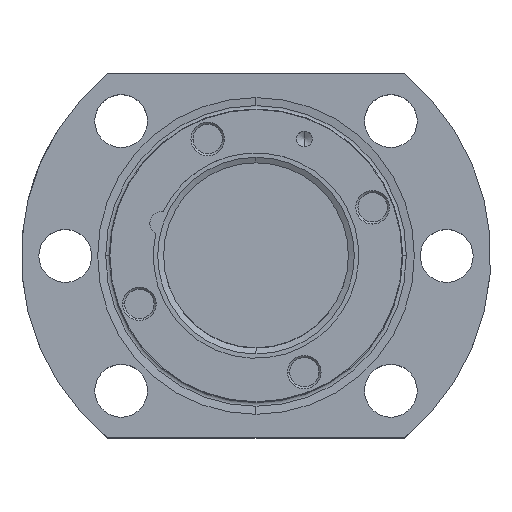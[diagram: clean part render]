
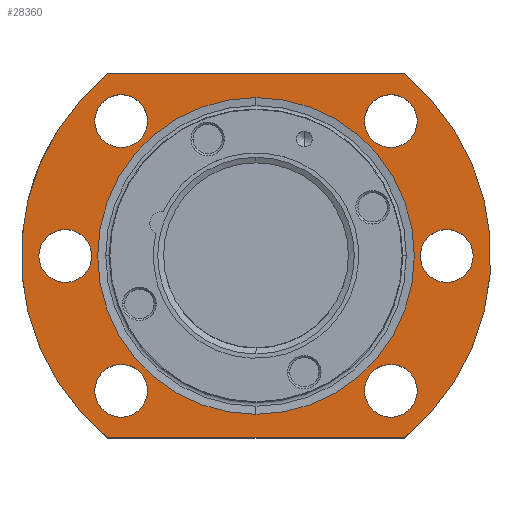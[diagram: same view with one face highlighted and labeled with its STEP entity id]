
A CAD part, top view. The second image highlights one B-rep face of the part: STEP entity #28360.
In plain terms, the highlighted planar face has unit normal (0, 0, 1).
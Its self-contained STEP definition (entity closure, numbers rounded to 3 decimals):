
#2070=CARTESIAN_POINT('',(37.,0.,116.15));
#2080=VERTEX_POINT('',#2070);
#2160=CARTESIAN_POINT('',(28.,0.,116.15));
#2170=VERTEX_POINT('',#2160);
#2200=CARTESIAN_POINT('',(32.5,0.,116.15));
#2210=DIRECTION('',(-0.,-0.,1.));
#2220=DIRECTION('',(-1.,0.,0.));
#2230=AXIS2_PLACEMENT_3D('',#2200,#2210,#2220);
#2240=CIRCLE('',#2230,4.5);
#2250=EDGE_CURVE('',#2080,#2170,#2240,.T.);
#2460=CARTESIAN_POINT('',(18.481,-22.981,116.15));
#2470=VERTEX_POINT('',#2460);
#2500=CARTESIAN_POINT('',(22.981,-22.981,116.15));
#2510=DIRECTION('',(0.,0.,-1.));
#2520=DIRECTION('',(-1.,0.,0.));
#2530=AXIS2_PLACEMENT_3D('',#2500,#2510,#2520);
#2540=CIRCLE('',#2530,4.5);
#2550=CARTESIAN_POINT('',(27.481,-22.981,116.15));
#2560=VERTEX_POINT('',#2550);
#2570=EDGE_CURVE('',#2470,#2560,#2540,.T.);
#2850=CARTESIAN_POINT('',(-28.,0.,116.15));
#2860=VERTEX_POINT('',#2850);
#2890=CARTESIAN_POINT('',(-32.5,0.,116.15));
#2900=DIRECTION('',(-0.,-0.,1.));
#2910=DIRECTION('',(-1.,0.,0.));
#2920=AXIS2_PLACEMENT_3D('',#2890,#2900,#2910);
#2930=CIRCLE('',#2920,4.5);
#2940=CARTESIAN_POINT('',(-37.,0.,116.15));
#2950=VERTEX_POINT('',#2940);
#2960=EDGE_CURVE('',#2950,#2860,#2930,.T.);
#3640=CARTESIAN_POINT('',(-27.481,22.981,116.15));
#3650=VERTEX_POINT('',#3640);
#3730=CARTESIAN_POINT('',(-18.481,22.981,116.15));
#3740=VERTEX_POINT('',#3730);
#3770=CARTESIAN_POINT('',(-22.981,22.981,116.15));
#3780=DIRECTION('',(-0.,-0.,1.));
#3790=DIRECTION('',(-1.,0.,0.));
#3800=AXIS2_PLACEMENT_3D('',#3770,#3780,#3790);
#3810=CIRCLE('',#3800,4.5);
#3820=EDGE_CURVE('',#3650,#3740,#3810,.T.);
#4030=CARTESIAN_POINT('',(27.481,22.981,116.15));
#4040=VERTEX_POINT('',#4030);
#4070=CARTESIAN_POINT('',(22.981,22.981,116.15));
#4080=DIRECTION('',(0.,0.,-1.));
#4090=DIRECTION('',(-1.,0.,0.));
#4100=AXIS2_PLACEMENT_3D('',#4070,#4080,#4090);
#4110=CIRCLE('',#4100,4.5);
#4120=CARTESIAN_POINT('',(18.481,22.981,116.15));
#4130=VERTEX_POINT('',#4120);
#4140=EDGE_CURVE('',#4040,#4130,#4110,.T.);
#4430=CARTESIAN_POINT('',(-25.278,31.,116.15));
#4440=VERTEX_POINT('',#4430);
#4470=CARTESIAN_POINT('',(0.,0.,
116.15));
#4480=DIRECTION('',(0.,0.,-1.));
#4490=DIRECTION('',(-1.,0.,0.));
#4500=AXIS2_PLACEMENT_3D('',#4470,#4480,#4490);
#4510=CIRCLE('',#4500,40.);
#4520=CARTESIAN_POINT('',(-25.278,-31.,116.15));
#4530=VERTEX_POINT('',#4520);
#4540=EDGE_CURVE('',#4530,#4440,#4510,.T.);
#9730=CARTESIAN_POINT('',(-27.481,-22.981,116.15));
#9740=VERTEX_POINT('',#9730);
#9770=CARTESIAN_POINT('',(-22.981,-22.981,116.15));
#9780=DIRECTION('',(-0.,-0.,1.));
#9790=DIRECTION('',(-1.,0.,0.));
#9800=AXIS2_PLACEMENT_3D('',#9770,#9780,#9790);
#9810=CIRCLE('',#9800,4.5);
#9820=CARTESIAN_POINT('',(-18.481,-22.981,116.15));
#9830=VERTEX_POINT('',#9820);
#9840=EDGE_CURVE('',#9830,#9740,#9810,.T.);
#10380=CARTESIAN_POINT('',(0.,31.,116.15));
#10390=DIRECTION('',(1.,0.,0.));
#10400=VECTOR('',#10390,1.);
#10410=LINE('',#10380,#10400);
#10420=CARTESIAN_POINT('',(25.278,31.,116.15));
#10430=VERTEX_POINT('',#10420);
#10440=EDGE_CURVE('',#4440,#10430,#10410,.T.);
#10980=CARTESIAN_POINT('',(0.,-31.,116.15));
#10990=DIRECTION('',(1.,-0.,0.));
#11000=VECTOR('',#10990,1.);
#11010=LINE('',#10980,#11000);
#11020=CARTESIAN_POINT('',(25.278,-31.,116.15));
#11030=VERTEX_POINT('',#11020);
#11040=EDGE_CURVE('',#4530,#11030,#11010,.T.);
#11310=CARTESIAN_POINT('',(0.,0.,
116.15));
#11320=DIRECTION('',(0.,0.,-1.));
#11330=DIRECTION('',(-1.,0.,0.));
#11340=AXIS2_PLACEMENT_3D('',#11310,#11320,#11330);
#11350=CIRCLE('',#11340,40.);
#11360=EDGE_CURVE('',#10430,#11030,#11350,.T.);
#26060=CARTESIAN_POINT('',(0.,26.979,116.15
));
#26070=VERTEX_POINT('',#26060);
#26270=CARTESIAN_POINT('',(0.,-26.979,
116.15));
#26280=VERTEX_POINT('',#26270);
#26310=CARTESIAN_POINT('',(0.,0.,
116.15));
#26320=DIRECTION('',(0.,0.,1.));
#26330=DIRECTION('',(0.,1.,0.));
#26340=AXIS2_PLACEMENT_3D('',#26310,#26320,#26330);
#26350=CIRCLE('',#26340,26.979);
#26360=CARTESIAN_POINT('',(-26.979,0.,
116.15));
#26370=VERTEX_POINT('',#26360);
#26380=EDGE_CURVE('',#26370,#26280,#26350,.T.);
#26400=EDGE_CURVE('',#26070,#26370,#26350,.T.);
#27890=CARTESIAN_POINT('',(75.954,-37.2,116.15));
#27900=DIRECTION('',(0.,0.,-1.));
#27910=DIRECTION('',(-1.,0.,-0.));
#27920=AXIS2_PLACEMENT_3D('',#27890,#27900,#27910);
#27930=PLANE('',#27920);
#27940=ORIENTED_EDGE('',*,*,#11040,.T.);
#27950=ORIENTED_EDGE('',*,*,#4540,.F.);
#27960=ORIENTED_EDGE('',*,*,#10440,.F.);
#27970=ORIENTED_EDGE('',*,*,#11360,.F.);
#27980=EDGE_LOOP('',(#27970,#27960,#27950,#27940));
#27990=FACE_OUTER_BOUND('',#27980,.T.);
#28000=EDGE_CURVE('',#2860,#2950,#2930,.T.);
#28010=ORIENTED_EDGE('',*,*,#28000,.F.);
#28020=ORIENTED_EDGE('',*,*,#2960,.F.);
#28030=EDGE_LOOP('',(#28020,#28010));
#28040=FACE_BOUND('',#28030,.T.);
#28050=ORIENTED_EDGE('',*,*,#9840,.F.);
#28060=EDGE_CURVE('',#9740,#9830,#9810,.T.);
#28070=ORIENTED_EDGE('',*,*,#28060,.F.);
#28080=EDGE_LOOP('',(#28070,#28050));
#28090=FACE_BOUND('',#28080,.T.);
#28100=ORIENTED_EDGE('',*,*,#26380,.F.);
#28110=EDGE_CURVE('',#26280,#26070,#26350,.T.);
#28120=ORIENTED_EDGE('',*,*,#28110,.F.);
#28130=ORIENTED_EDGE('',*,*,#26400,.F.);
#28140=EDGE_LOOP('',(#28130,#28120,#28100));
#28150=FACE_BOUND('',#28140,.T.);
#28160=ORIENTED_EDGE('',*,*,#4140,.T.);
#28170=EDGE_CURVE('',#4130,#4040,#4110,.T.);
#28180=ORIENTED_EDGE('',*,*,#28170,.T.);
#28190=EDGE_LOOP('',(#28180,#28160));
#28200=FACE_BOUND('',#28190,.T.);
#28210=EDGE_CURVE('',#2170,#2080,#2240,.T.);
#28220=ORIENTED_EDGE('',*,*,#28210,.F.);
#28230=ORIENTED_EDGE('',*,*,#2250,.F.);
#28240=EDGE_LOOP('',(#28230,#28220));
#28250=FACE_BOUND('',#28240,.T.);
#28260=EDGE_CURVE('',#2560,#2470,#2540,.T.);
#28270=ORIENTED_EDGE('',*,*,#28260,.T.);
#28280=ORIENTED_EDGE('',*,*,#2570,.T.);
#28290=EDGE_LOOP('',(#28280,#28270));
#28300=FACE_BOUND('',#28290,.T.);
#28310=EDGE_CURVE('',#3740,#3650,#3810,.T.);
#28320=ORIENTED_EDGE('',*,*,#28310,.F.);
#28330=ORIENTED_EDGE('',*,*,#3820,.F.);
#28340=EDGE_LOOP('',(#28330,#28320));
#28350=FACE_BOUND('',#28340,.T.);
#28360=ADVANCED_FACE('',(#27990,#28040,#28090,#28150,#28200,#28250,
#28300,#28350),#27930,.F.);
